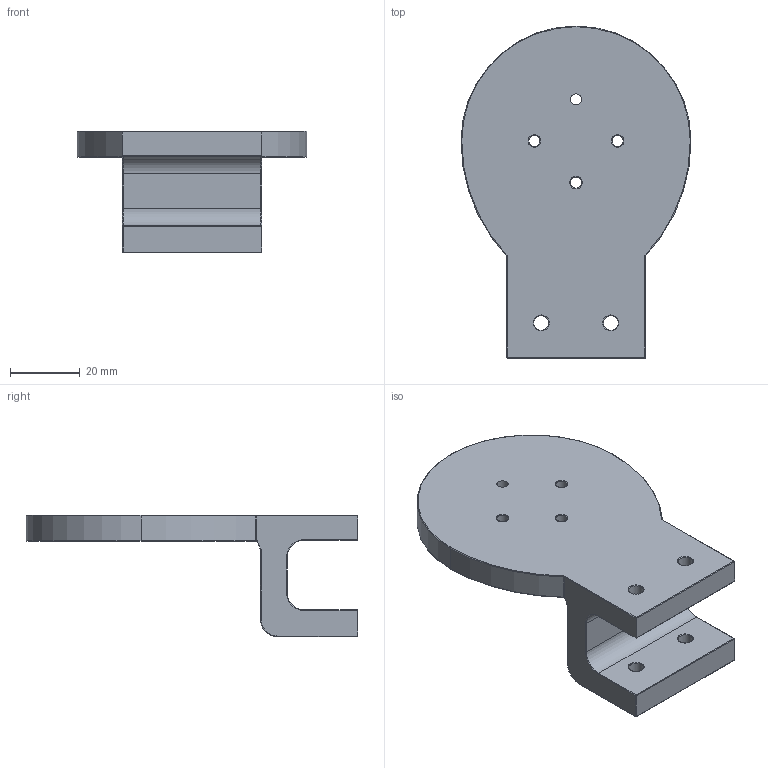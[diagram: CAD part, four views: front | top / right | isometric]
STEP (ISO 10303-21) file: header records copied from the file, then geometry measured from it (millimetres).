
FILE_DESCRIPTION(/* description */ (''),/* implementation_level */ '2;1');
FILE_NAME(/* name */ 'Dvl mount.step',/* time_stamp */ '2025-05-11T13:40:54+02:00',/* author */ (''),/* organization */ (''),/* preprocessor_version */ 'ST-DEVELOPER v20.1',/* originating_system */ 'Autodesk Translation Framework v14.4.0.0',/* authorisation */ '');
FILE_SCHEMA (('AUTOMOTIVE_DESIGN { 1 0 10303 214 3 1 1 }'));
Length unit declared in the file: millimetre
Products named in the file (1): Dvl feste vår løsning final
Bounding box: 66 x 95.26 x 34.9 mm (x, y, z)
Volume: 49975.4 mm3; surface area: 16341.1 mm2
Topology: 1 solids, 1 shells, 81 faces, 190 edges, 111 vertices
Faces by surface type: cylinder 36, torus 32, plane 11, sphere 2
Full cylindrical faces by diameter (mm): 3.2 x4, 4.2 x4
Entity records: 2427 total; most frequent: DIRECTION 473, CARTESIAN_POINT 433, ORIENTED_EDGE 380, AXIS2_PLACEMENT_3D 205, EDGE_CURVE 190, CIRCLE 117, VERTEX_POINT 111, EDGE_LOOP 97
